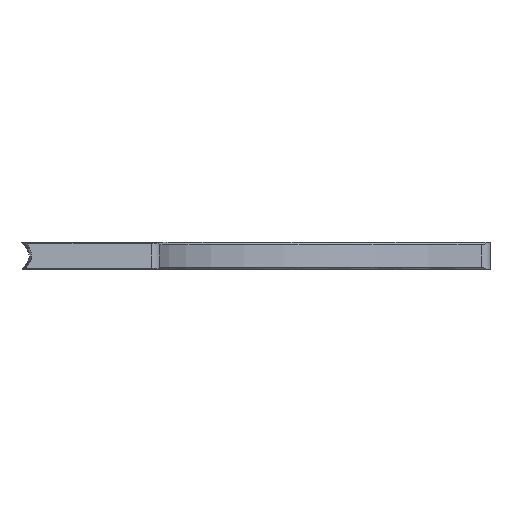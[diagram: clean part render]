
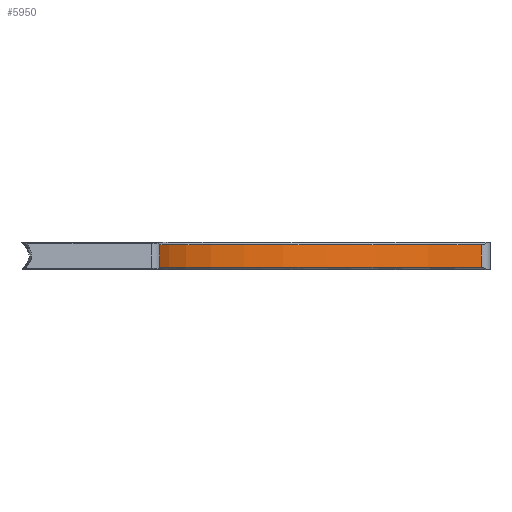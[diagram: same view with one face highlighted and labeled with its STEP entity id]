
A CAD part, left-side view. The second image highlights one B-rep face of the part: STEP entity #5950.
In plain terms, the highlighted cylindrical face has radius 115.9 mm (diameter 231.8 mm), a partial arc.
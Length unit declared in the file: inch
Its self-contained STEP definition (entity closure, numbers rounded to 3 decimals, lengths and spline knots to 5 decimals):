
#229 = DIRECTION ( 'NONE',  ( 0., 0., -1. ) ) ;
#643 = CIRCLE ( 'NONE', #1499, 4.563 ) ;
#644 = DIRECTION ( 'NONE',  ( 0., 0., 1. ) ) ;
#749 = VERTEX_POINT ( 'NONE', #6110 ) ;
#1071 = CARTESIAN_POINT ( 'NONE',  ( 0., 0., -0.031 ) ) ;
#1101 = VECTOR ( 'NONE', #229, 39.37008 ) ;
#1291 = ORIENTED_EDGE ( 'NONE', *, *, #7512, .T. ) ;
#1369 = DIRECTION ( 'NONE',  ( 0., 0., 1. ) ) ;
#1403 = CARTESIAN_POINT ( 'NONE',  ( 0., 0., -0.3735 ) ) ;
#1499 = AXIS2_PLACEMENT_3D ( 'NONE', #3220, #2042, #6728 ) ;
#1797 = ORIENTED_EDGE ( 'NONE', *, *, #3243, .T. ) ;
#2042 = DIRECTION ( 'NONE',  ( 0., 0., -1. ) ) ;
#2301 = EDGE_CURVE ( 'NONE', #749, #6972, #3134, .T. ) ;
#2318 = VECTOR ( 'NONE', #1369, 39.37008 ) ;
#2392 = EDGE_CURVE ( 'NONE', #5191, #5043, #6437, .T. ) ;
#2850 = CARTESIAN_POINT ( 'NONE',  ( 4.56138, 0.12167, -0.031 ) ) ;
#2892 = DIRECTION ( 'NONE',  ( 0., 0., 1. ) ) ;
#2966 = DIRECTION ( 'NONE',  ( 1., 0., 0. ) ) ;
#3134 = LINE ( 'NONE', #6519, #2318 ) ;
#3205 = AXIS2_PLACEMENT_3D ( 'NONE', #1403, #644, #2966 ) ;
#3220 = CARTESIAN_POINT ( 'NONE',  ( 0., 0., -0.3425 ) ) ;
#3243 = EDGE_CURVE ( 'NONE', #6972, #5191, #4027, .T. ) ;
#3281 = ORIENTED_EDGE ( 'NONE', *, *, #2301, .T. ) ;
#3451 = CARTESIAN_POINT ( 'NONE',  ( -0.35579, 4.54911, -0.031 ) ) ;
#4027 = CIRCLE ( 'NONE', #5004, 4.563 ) ;
#4872 = FACE_OUTER_BOUND ( 'NONE', #6701, .T. ) ;
#5004 = AXIS2_PLACEMENT_3D ( 'NONE', #1071, #2892, #7010 ) ;
#5043 = VERTEX_POINT ( 'NONE', #6736 ) ;
#5191 = VERTEX_POINT ( 'NONE', #3451 ) ;
#5950 = ADVANCED_FACE ( 'NONE', ( #4872 ), #7192, .F. ) ;
#5992 = CARTESIAN_POINT ( 'NONE',  ( -0.35579, 4.54911, -0.3735 ) ) ;
#6110 = CARTESIAN_POINT ( 'NONE',  ( 4.56138, 0.12167, -0.3425 ) ) ;
#6437 = LINE ( 'NONE', #5992, #1101 ) ;
#6519 = CARTESIAN_POINT ( 'NONE',  ( 4.56138, 0.12167, -0.3735 ) ) ;
#6701 = EDGE_LOOP ( 'NONE', ( #1291, #3281, #1797, #7144 ) ) ;
#6728 = DIRECTION ( 'NONE',  ( 1., 0., 0. ) ) ;
#6736 = CARTESIAN_POINT ( 'NONE',  ( -0.35579, 4.54911, -0.3425 ) ) ;
#6972 = VERTEX_POINT ( 'NONE', #2850 ) ;
#7010 = DIRECTION ( 'NONE',  ( 1., 0., 0. ) ) ;
#7144 = ORIENTED_EDGE ( 'NONE', *, *, #2392, .T. ) ;
#7192 = CYLINDRICAL_SURFACE ( 'NONE', #3205, 4.563 ) ;
#7512 = EDGE_CURVE ( 'NONE', #5043, #749, #643, .T. ) ;
